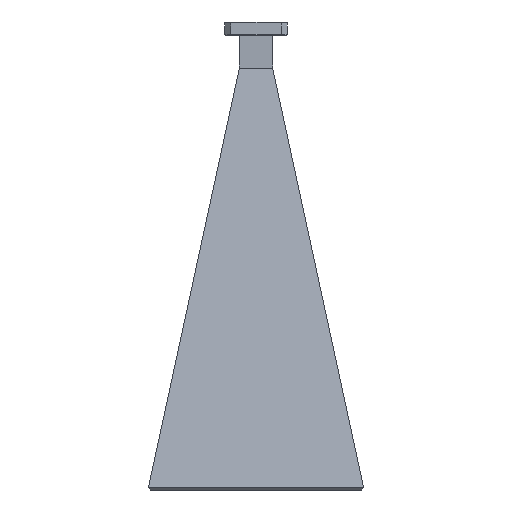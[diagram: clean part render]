
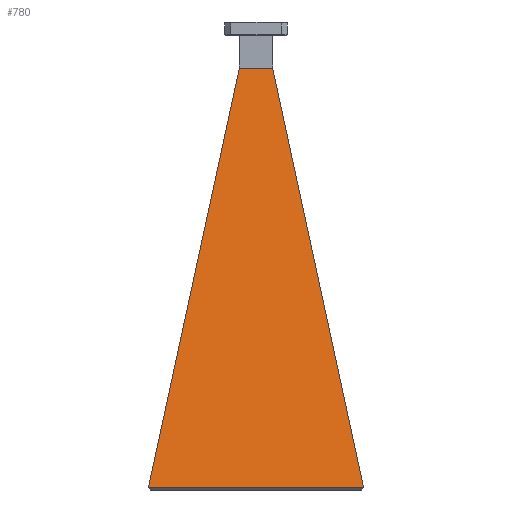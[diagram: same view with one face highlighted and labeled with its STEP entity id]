
A CAD part, front view. The second image highlights one B-rep face of the part: STEP entity #780.
In plain terms, the highlighted planar face has unit normal (0, -0.984, 0.178).
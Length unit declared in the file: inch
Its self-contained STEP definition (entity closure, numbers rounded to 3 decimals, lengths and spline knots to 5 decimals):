
#61 = VECTOR ( 'NONE', #336, 39.37008 ) ;
#114 = CARTESIAN_POINT ( 'NONE',  ( -0.2, -0.13, -0.552 ) ) ;
#212 = DIRECTION ( 'NONE',  ( 1., 0., 0. ) ) ;
#254 = LINE ( 'NONE', #516, #1290 ) ;
#265 = CARTESIAN_POINT ( 'NONE',  ( 0., -0.02913, 0.00527 ) ) ;
#311 = LINE ( 'NONE', #1341, #349 ) ;
#336 = DIRECTION ( 'NONE',  ( -0.208, -0.174, -0.962 ) ) ;
#337 = ORIENTED_EDGE ( 'NONE', *, *, #1399, .F. ) ;
#349 = VECTOR ( 'NONE', #1209, 39.37008 ) ;
#383 = CARTESIAN_POINT ( 'NONE',  ( 0.2, -0.13, -0.552 ) ) ;
#481 = FACE_OUTER_BOUND ( 'NONE', #804, .T. ) ;
#516 = CARTESIAN_POINT ( 'NONE',  ( 0.2, -0.13, -0.552 ) ) ;
#576 = VERTEX_POINT ( 'NONE', #1165 ) ;
#618 = AXIS2_PLACEMENT_3D ( 'NONE', #265, #1097, #751 ) ;
#681 = VERTEX_POINT ( 'NONE', #114 ) ;
#751 = DIRECTION ( 'NONE',  ( 0., -0.178, -0.984 ) ) ;
#780 = ADVANCED_FACE ( 'NONE', ( #481 ), #982, .T. ) ;
#804 = EDGE_LOOP ( 'NONE', ( #1450, #1078, #337, #1136 ) ) ;
#810 = VERTEX_POINT ( 'NONE', #876 ) ;
#813 = CARTESIAN_POINT ( 'NONE',  ( 0., -1.0409, -5.5846 ) ) ;
#828 = VERTEX_POINT ( 'NONE', #383 ) ;
#876 = CARTESIAN_POINT ( 'NONE',  ( -1.29, -1.0409, -5.5846 ) ) ;
#982 = PLANE ( 'NONE',  #618 ) ;
#1042 = CARTESIAN_POINT ( 'NONE',  ( -0.2, -0.13, -0.552 ) ) ;
#1078 = ORIENTED_EDGE ( 'NONE', *, *, #1223, .T. ) ;
#1097 = DIRECTION ( 'NONE',  ( 0., -0.984, 0.178 ) ) ;
#1136 = ORIENTED_EDGE ( 'NONE', *, *, #1365, .T. ) ;
#1165 = CARTESIAN_POINT ( 'NONE',  ( 1.29, -1.0409, -5.5846 ) ) ;
#1195 = EDGE_CURVE ( 'NONE', #681, #810, #1350, .T. ) ;
#1209 = DIRECTION ( 'NONE',  ( -1., 0., 0. ) ) ;
#1223 = EDGE_CURVE ( 'NONE', #810, #576, #1248, .T. ) ;
#1248 = LINE ( 'NONE', #813, #1546 ) ;
#1290 = VECTOR ( 'NONE', #1458, 39.37008 ) ;
#1341 = CARTESIAN_POINT ( 'NONE',  ( 0., -0.13, -0.552 ) ) ;
#1350 = LINE ( 'NONE', #1042, #61 ) ;
#1365 = EDGE_CURVE ( 'NONE', #828, #681, #311, .T. ) ;
#1399 = EDGE_CURVE ( 'NONE', #828, #576, #254, .T. ) ;
#1450 = ORIENTED_EDGE ( 'NONE', *, *, #1195, .T. ) ;
#1458 = DIRECTION ( 'NONE',  ( 0.208, -0.174, -0.962 ) ) ;
#1546 = VECTOR ( 'NONE', #212, 39.37008 ) ;
